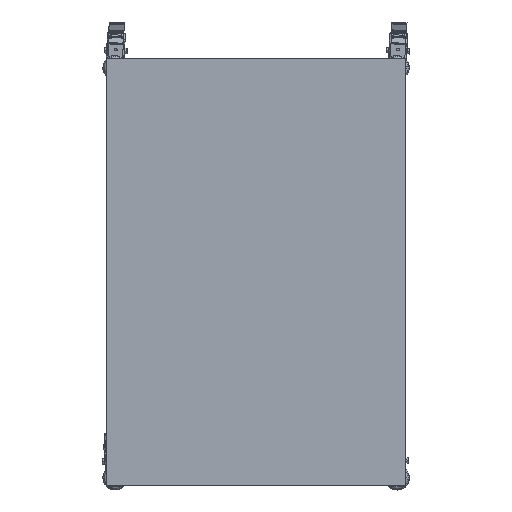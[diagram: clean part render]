
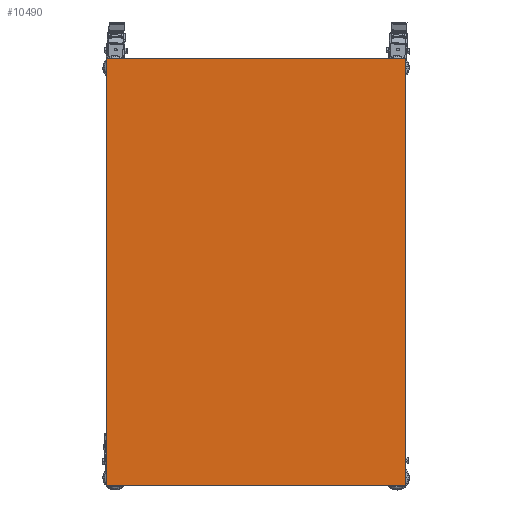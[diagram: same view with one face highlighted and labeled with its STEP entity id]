
A CAD part, top view. The second image highlights one B-rep face of the part: STEP entity #10490.
In plain terms, the highlighted planar face has unit normal (0, 0, 1).
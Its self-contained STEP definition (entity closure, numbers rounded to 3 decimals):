
#10490=ADVANCED_FACE('',(#16663),#16664,.T.);
#16663=FACE_OUTER_BOUND('',#24621,.T.);
#16664=PLANE('',#24622);
#24621=EDGE_LOOP('',(#36469,#36470,#36471,#36472));
#24622=AXIS2_PLACEMENT_3D('',#36473,#36474,#36475);
#36469=ORIENTED_EDGE('',*,*,#56473,.F.);
#36470=ORIENTED_EDGE('',*,*,#56476,.F.);
#36471=ORIENTED_EDGE('',*,*,#56468,.F.);
#36472=ORIENTED_EDGE('',*,*,#56464,.F.);
#36473=CARTESIAN_POINT('',(0.,0.,30.));
#36474=DIRECTION('',(0.0,0.0,1.0));
#36475=DIRECTION('',(1.0,0.0,0.0));
#56464=EDGE_CURVE('',#67066,#67068,#67069,.T.);
#56468=EDGE_CURVE('',#67068,#67074,#67075,.T.);
#56473=EDGE_CURVE('',#67081,#67066,#67083,.T.);
#56476=EDGE_CURVE('',#67074,#67081,#67086,.T.);
#67066=VERTEX_POINT('',#82932);
#67068=VERTEX_POINT('',#82935);
#67069=LINE('',#82936,#82937);
#67074=VERTEX_POINT('',#82944);
#67075=LINE('',#82945,#82946);
#67081=VERTEX_POINT('',#82954);
#67083=LINE('',#82957,#82958);
#67086=LINE('',#82962,#82963);
#82932=CARTESIAN_POINT('',(-350.0,-500.0,30.));
#82935=CARTESIAN_POINT('',(-350.0,500.0,30.));
#82936=CARTESIAN_POINT('',(-350.0,0.,30.));
#82937=VECTOR('',#101362,1.0);
#82944=CARTESIAN_POINT('',(350.0,500.0,30.));
#82945=CARTESIAN_POINT('',(0.,500.0,30.));
#82946=VECTOR('',#101365,1.0);
#82954=CARTESIAN_POINT('',(350.0,-500.0,30.));
#82957=CARTESIAN_POINT('',(0.,-500.0,30.));
#82958=VECTOR('',#101369,1.0);
#82962=CARTESIAN_POINT('',(350.0,0.,30.));
#82963=VECTOR('',#101371,1.0);
#101362=DIRECTION('',(0.0,1.0,0.0));
#101365=DIRECTION('',(1.0,0.0,0.0));
#101369=DIRECTION('',(-1.0,0.0,0.0));
#101371=DIRECTION('',(0.0,-1.0,0.0));
